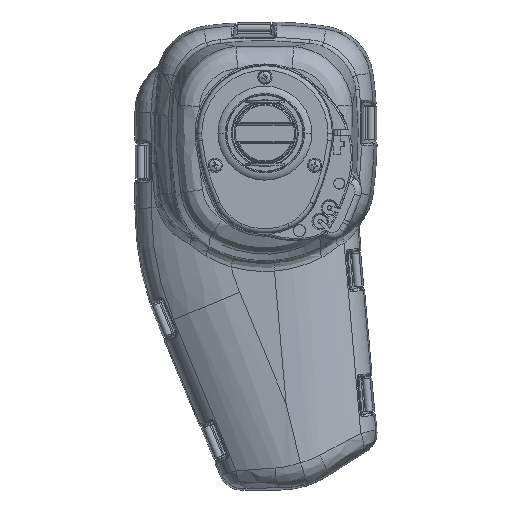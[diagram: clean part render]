
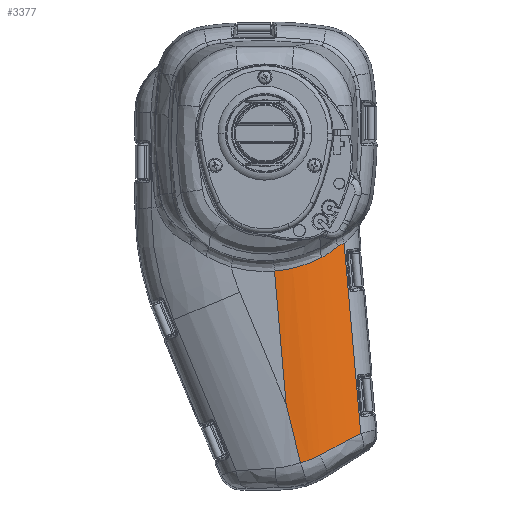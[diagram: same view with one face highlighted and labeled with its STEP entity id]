
A CAD part, top view. The second image highlights one B-rep face of the part: STEP entity #3377.
In plain terms, the highlighted cylindrical face has radius 60 mm (diameter 120 mm), a partial arc.
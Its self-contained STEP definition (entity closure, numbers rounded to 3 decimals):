
#3377 = ADVANCED_FACE ( 'NONE', ( #93241 ), #93245, .T. ) ;
#8709 = EDGE_LOOP ( 'NONE', ( #66005, #66011, #66018, #66025, #66032, #66038, #66045, #66051, #66059 ) ) ;
#11131 =( BOUNDED_CURVE ( )  B_SPLINE_CURVE ( 3, ( #27069, #27071, #27080, #27081 ),
 .UNSPECIFIED., .F., .F. ) 
 B_SPLINE_CURVE_WITH_KNOTS ( ( 4, 4 ),
 ( 1.502, 1.571 ),
 .UNSPECIFIED. ) 
 CURVE ( )  GEOMETRIC_REPRESENTATION_ITEM ( )  RATIONAL_B_SPLINE_CURVE ( ( 1., 1., 1., 1. ) ) 
 REPRESENTATION_ITEM ( '' )  );
#11174 = B_SPLINE_CURVE_WITH_KNOTS ( 'NONE', 3,
 ( #27175, #27172, #27167, #27176 ),
 .UNSPECIFIED., .F., .F.,
 ( 4, 4 ),
 ( 0., 0.004 ),
 .UNSPECIFIED. ) ;
#11178 = B_SPLINE_CURVE_WITH_KNOTS ( 'NONE', 3,
 ( #27178, #27169, #27180, #27181, #27182, #27183 ),
 .UNSPECIFIED., .F., .F.,
 ( 4, 2, 4 ),
 ( 0., 0.005, 0.01 ),
 .UNSPECIFIED. ) ;
#11181 = B_SPLINE_CURVE_WITH_KNOTS ( 'NONE', 3,
 ( #27174, #27177, #27186, #27187, #27188, #27189, #27190, #27191, #27192, #27193 ),
 .UNSPECIFIED., .F., .F.,
 ( 4, 2, 2, 2, 4 ),
 ( 0., 0.006, 0.009, 0.012, 0.023 ),
 .UNSPECIFIED. ) ;
#11185 = B_SPLINE_CURVE_WITH_KNOTS ( 'NONE', 3,
 ( #27179, #27185, #27198, #27199 ),
 .UNSPECIFIED., .F., .F.,
 ( 4, 4 ),
 ( 0., 0. ),
 .UNSPECIFIED. ) ;
#11189 = B_SPLINE_CURVE_WITH_KNOTS ( 'NONE', 3,
 ( #27195, #27197, #27202, #27203, #27204, #27205, #27206, #27207 ),
 .UNSPECIFIED., .F., .F.,
 ( 4, 2, 2, 4 ),
 ( 0., 0.002, 0.005, 0.009 ),
 .UNSPECIFIED. ) ;
#11193 =( BOUNDED_CURVE ( )  B_SPLINE_CURVE ( 3, ( #27196, #27201, #27210, #27211 ),
 .UNSPECIFIED., .F., .T. ) 
 B_SPLINE_CURVE_WITH_KNOTS ( ( 4, 4 ),
 ( 1.866, 2.22 ),
 .UNSPECIFIED. ) 
 CURVE ( )  GEOMETRIC_REPRESENTATION_ITEM ( )  RATIONAL_B_SPLINE_CURVE ( ( 1., 0.99, 0.99, 1. ) ) 
 REPRESENTATION_ITEM ( '' )  );
#25005 = DIRECTION ( 'NONE',  ( 0.996, 0.087, 0. ) ) ;
#25022 = DIRECTION ( 'NONE',  ( 0.087, -0.996, 0. ) ) ;
#25027 = CARTESIAN_POINT ( 'NONE',  ( 2.297, -38.486, -22. ) ) ;
#27069 = CARTESIAN_POINT ( 'NONE',  ( 16.139, -149.099, 37.856 ) ) ;
#27071 = CARTESIAN_POINT ( 'NONE',  ( 13.981, -140.284, 37.952 ) ) ;
#27080 = CARTESIAN_POINT ( 'NONE',  ( 11.82, -131.452, 38. ) ) ;
#27081 = CARTESIAN_POINT ( 'NONE',  ( 9.658, -122.615, 38. ) ) ;
#27167 = CARTESIAN_POINT ( 'NONE',  ( 34.12, -50.454, 29.589 ) ) ;
#27168 = CARTESIAN_POINT ( 'NONE',  ( 34.76, -35.646, 28.38 ) ) ;
#27169 = CARTESIAN_POINT ( 'NONE',  ( 32.066, -51.874, 30.822 ) ) ;
#27172 = CARTESIAN_POINT ( 'NONE',  ( 35.062, -49.975, 28.993 ) ) ;
#27173 = DIRECTION ( 'NONE',  ( 0.087, -0.996, 0. ) ) ;
#27174 = CARTESIAN_POINT ( 'NONE',  ( 25.909, -55.967, 33.822 ) ) ;
#27175 = CARTESIAN_POINT ( 'NONE',  ( 35.967, -49.444, 28.38 ) ) ;
#27176 = CARTESIAN_POINT ( 'NONE',  ( 33.137, -50.878, 30.166 ) ) ;
#27177 = CARTESIAN_POINT ( 'NONE',  ( 24.292, -56.808, 34.486 ) ) ;
#27178 = CARTESIAN_POINT ( 'NONE',  ( 33.137, -50.878, 30.166 ) ) ;
#27179 = CARTESIAN_POINT ( 'NONE',  ( 16.139, -149.099, 37.856 ) ) ;
#27180 = CARTESIAN_POINT ( 'NONE',  ( 30.924, -52.802, 31.464 ) ) ;
#27181 = CARTESIAN_POINT ( 'NONE',  ( 28.515, -54.502, 32.689 ) ) ;
#27182 = CARTESIAN_POINT ( 'NONE',  ( 27.247, -55.276, 33.273 ) ) ;
#27183 = CARTESIAN_POINT ( 'NONE',  ( 25.909, -55.967, 33.822 ) ) ;
#27184 = CARTESIAN_POINT ( 'NONE',  ( 2.297, -38.486, 38. ) ) ;
#27185 = CARTESIAN_POINT ( 'NONE',  ( 16.147, -149.135, 37.856 ) ) ;
#27186 = CARTESIAN_POINT ( 'NONE',  ( 22.621, -57.584, 35.081 ) ) ;
#27187 = CARTESIAN_POINT ( 'NONE',  ( 20.025, -58.637, 35.861 ) ) ;
#27188 = CARTESIAN_POINT ( 'NONE',  ( 19.146, -58.969, 36.102 ) ) ;
#27189 = CARTESIAN_POINT ( 'NONE',  ( 17.377, -59.586, 36.541 ) ) ;
#27190 = CARTESIAN_POINT ( 'NONE',  ( 16.484, -59.873, 36.74 ) ) ;
#27191 = CARTESIAN_POINT ( 'NONE',  ( 11.98, -61.194, 37.626 ) ) ;
#27192 = CARTESIAN_POINT ( 'NONE',  ( 8.248, -61.892, 38. ) ) ;
#27193 = CARTESIAN_POINT ( 'NONE',  ( 4.37, -62.178, 38. ) ) ;
#27194 = DIRECTION ( 'NONE',  ( 0.087, -0.996, 0. ) ) ;
#27195 = CARTESIAN_POINT ( 'NONE',  ( 16.168, -149.204, 37.855 ) ) ;
#27196 = CARTESIAN_POINT ( 'NONE',  ( 24.816, -145.817, 36.557 ) ) ;
#27197 = CARTESIAN_POINT ( 'NONE',  ( 16.925, -149.003, 37.801 ) ) ;
#27198 = CARTESIAN_POINT ( 'NONE',  ( 16.157, -149.169, 37.856 ) ) ;
#27199 = CARTESIAN_POINT ( 'NONE',  ( 16.168, -149.204, 37.855 ) ) ;
#27201 = CARTESIAN_POINT ( 'NONE',  ( 31.485, -142.257, 35.004 ) ) ;
#27202 = CARTESIAN_POINT ( 'NONE',  ( 17.674, -148.782, 37.733 ) ) ;
#27203 = CARTESIAN_POINT ( 'NONE',  ( 19.156, -148.297, 37.568 ) ) ;
#27204 = CARTESIAN_POINT ( 'NONE',  ( 19.89, -148.034, 37.472 ) ) ;
#27205 = CARTESIAN_POINT ( 'NONE',  ( 22.058, -147.185, 37.144 ) ) ;
#27206 = CARTESIAN_POINT ( 'NONE',  ( 23.459, -146.542, 36.873 ) ) ;
#27207 = CARTESIAN_POINT ( 'NONE',  ( 24.816, -145.817, 36.557 ) ) ;
#27210 = CARTESIAN_POINT ( 'NONE',  ( 37.79, -138.934, 32.25 ) ) ;
#27211 = CARTESIAN_POINT ( 'NONE',  ( 43.535, -135.954, 28.38 ) ) ;
#60334 = VECTOR ( 'NONE', #27194, 1000. ) ;
#60337 = LINE ( 'NONE', #27168, #60338 ) ;
#60338 = VECTOR ( 'NONE', #27173, 1000. ) ;
#60339 = LINE ( 'NONE', #27184, #60334 ) ;
#63919 = EDGE_CURVE ( 'NONE', #97276, #97273, #11131, .T. ) ;
#63939 = EDGE_CURVE ( 'NONE', #97271, #97268, #60337, .T. ) ;
#63940 = EDGE_CURVE ( 'NONE', #97271, #97244, #11174, .T. ) ;
#63941 = EDGE_CURVE ( 'NONE', #97244, #97242, #11178, .T. ) ;
#63942 = EDGE_CURVE ( 'NONE', #97242, #97240, #11181, .T. ) ;
#63943 = EDGE_CURVE ( 'NONE', #97240, #97273, #60339, .T. ) ;
#63944 = EDGE_CURVE ( 'NONE', #97276, #97258, #11185, .T. ) ;
#63945 = EDGE_CURVE ( 'NONE', #97258, #97235, #11189, .T. ) ;
#63946 = EDGE_CURVE ( 'NONE', #97235, #97268, #11193, .T. ) ;
#66005 = ORIENTED_EDGE ( 'NONE', *, *, #63939, .F. ) ;
#66011 = ORIENTED_EDGE ( 'NONE', *, *, #63940, .T. ) ;
#66018 = ORIENTED_EDGE ( 'NONE', *, *, #63941, .T. ) ;
#66025 = ORIENTED_EDGE ( 'NONE', *, *, #63942, .T. ) ;
#66032 = ORIENTED_EDGE ( 'NONE', *, *, #63943, .T. ) ;
#66038 = ORIENTED_EDGE ( 'NONE', *, *, #63919, .F. ) ;
#66045 = ORIENTED_EDGE ( 'NONE', *, *, #63944, .T. ) ;
#66051 = ORIENTED_EDGE ( 'NONE', *, *, #63945, .T. ) ;
#66059 = ORIENTED_EDGE ( 'NONE', *, *, #63946, .T. ) ;
#68002 = AXIS2_PLACEMENT_3D ( 'NONE', #25027, #25022, #25005 ) ;
#93241 = FACE_OUTER_BOUND ( 'NONE', #8709, .T. ) ;
#93245 = CYLINDRICAL_SURFACE ( 'NONE', #68002, 60. ) ;
#96409 = CARTESIAN_POINT ( 'NONE',  ( 24.816, -145.817, 36.557 ) ) ;
#96413 = CARTESIAN_POINT ( 'NONE',  ( 4.37, -62.178, 38. ) ) ;
#96415 = CARTESIAN_POINT ( 'NONE',  ( 25.909, -55.967, 33.822 ) ) ;
#96416 = CARTESIAN_POINT ( 'NONE',  ( 33.137, -50.878, 30.166 ) ) ;
#96429 = CARTESIAN_POINT ( 'NONE',  ( 16.168, -149.204, 37.855 ) ) ;
#96437 = CARTESIAN_POINT ( 'NONE',  ( 43.535, -135.954, 28.38 ) ) ;
#96441 = CARTESIAN_POINT ( 'NONE',  ( 35.967, -49.444, 28.38 ) ) ;
#96443 = CARTESIAN_POINT ( 'NONE',  ( 9.658, -122.615, 38. ) ) ;
#96444 = CARTESIAN_POINT ( 'NONE',  ( 16.139, -149.099, 37.856 ) ) ;
#97235 = VERTEX_POINT ( 'NONE', #96409 ) ;
#97240 = VERTEX_POINT ( 'NONE', #96413 ) ;
#97242 = VERTEX_POINT ( 'NONE', #96415 ) ;
#97244 = VERTEX_POINT ( 'NONE', #96416 ) ;
#97258 = VERTEX_POINT ( 'NONE', #96429 ) ;
#97268 = VERTEX_POINT ( 'NONE', #96437 ) ;
#97271 = VERTEX_POINT ( 'NONE', #96441 ) ;
#97273 = VERTEX_POINT ( 'NONE', #96443 ) ;
#97276 = VERTEX_POINT ( 'NONE', #96444 ) ;
